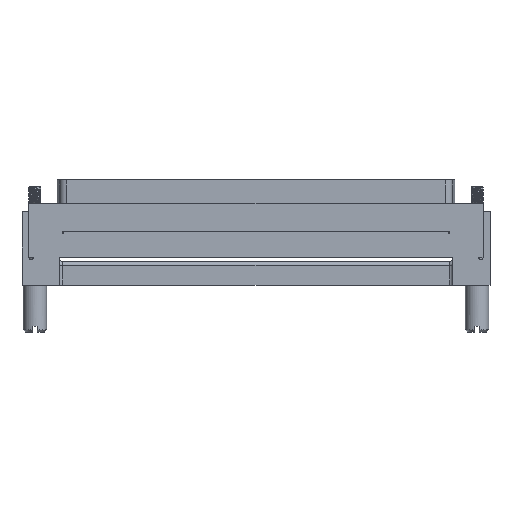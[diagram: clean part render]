
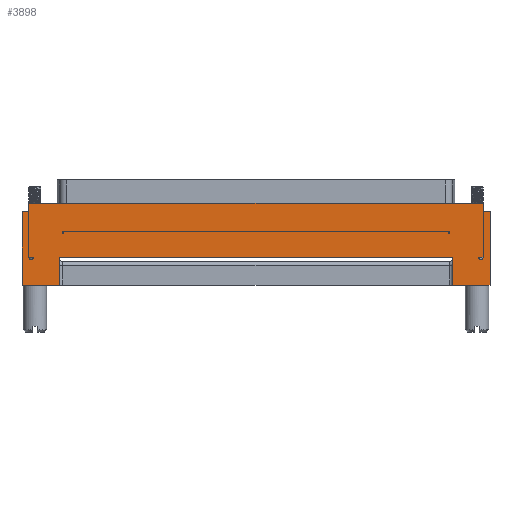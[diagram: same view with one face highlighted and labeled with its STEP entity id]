
A CAD part, front view. The second image highlights one B-rep face of the part: STEP entity #3898.
In plain terms, the highlighted planar face has unit normal (0, -1, 0).
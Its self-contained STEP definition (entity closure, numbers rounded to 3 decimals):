
#35=CARTESIAN_POINT('',(-49.98,-4.125,4.7));
#36=VERTEX_POINT('',#35);
#103=CARTESIAN_POINT('',(-49.98,-4.125,-11.));
#104=VERTEX_POINT('',#103);
#111=CARTESIAN_POINT('',(-49.98,-4.125,-11.));
#112=DIRECTION('',(0.,0.,1.));
#113=VECTOR('',#112,15.7);
#114=LINE('',#111,#113);
#115=EDGE_CURVE('',#104,#36,#114,.T.);
#134=CARTESIAN_POINT('',(-48.53,-4.125,4.7));
#135=VERTEX_POINT('',#134);
#136=CARTESIAN_POINT('',(-49.98,-4.125,4.7));
#137=DIRECTION('',(1.,0.,0.));
#138=VECTOR('',#137,1.45);
#139=LINE('',#136,#138);
#140=EDGE_CURVE('',#36,#135,#139,.T.);
#431=CARTESIAN_POINT('',(-48.53,-4.125,-5.));
#432=VERTEX_POINT('',#431);
#447=CARTESIAN_POINT('',(-48.53,-4.125,-5.));
#448=DIRECTION('',(0.,0.,1.));
#449=VECTOR('',#448,9.7);
#450=LINE('',#447,#449);
#451=EDGE_CURVE('',#432,#135,#450,.T.);
#889=CARTESIAN_POINT('',(-41.98,-4.125,-11.));
#890=VERTEX_POINT('',#889);
#891=CARTESIAN_POINT('',(-41.98,-4.125,-5.));
#892=VERTEX_POINT('',#891);
#893=CARTESIAN_POINT('',(-41.98,-4.125,-11.));
#894=DIRECTION('',(0.,0.,1.));
#895=VECTOR('',#894,6.);
#896=LINE('',#893,#895);
#897=EDGE_CURVE('',#890,#892,#896,.T.);
#999=CARTESIAN_POINT('',(-47.53,-4.125,-5.));
#1000=VERTEX_POINT('',#999);
#1001=CARTESIAN_POINT('',(-48.03,-4.125,-5.));
#1002=DIRECTION('',(1.,0.,0.));
#1003=DIRECTION('',(0.,1.,0.));
#1004=AXIS2_PLACEMENT_3D('',#1001,#1003,#1002);
#1005=CIRCLE('',#1004,0.5);
#1006=EDGE_CURVE('',#1000,#432,#1005,.T.);
#1960=CARTESIAN_POINT('',(49.98,-4.125,4.7));
#1961=VERTEX_POINT('',#1960);
#1968=CARTESIAN_POINT('',(49.98,-4.125,-11.));
#1969=VERTEX_POINT('',#1968);
#1970=CARTESIAN_POINT('',(49.98,-4.125,4.7));
#1971=DIRECTION('',(0.,0.,-1.));
#1972=VECTOR('',#1971,15.7);
#1973=LINE('',#1970,#1972);
#1974=EDGE_CURVE('',#1961,#1969,#1973,.T.);
#2407=CARTESIAN_POINT('',(41.98,-4.125,-11.));
#2408=VERTEX_POINT('',#2407);
#2415=CARTESIAN_POINT('',(41.98,-4.125,-5.));
#2416=VERTEX_POINT('',#2415);
#2417=CARTESIAN_POINT('',(41.98,-4.125,-5.));
#2418=DIRECTION('',(0.,0.,-1.));
#2419=VECTOR('',#2418,6.);
#2420=LINE('',#2417,#2419);
#2421=EDGE_CURVE('',#2416,#2408,#2420,.T.);
#2683=CARTESIAN_POINT('',(48.53,-4.125,4.7));
#2684=VERTEX_POINT('',#2683);
#2691=CARTESIAN_POINT('',(49.98,-4.125,4.7));
#2692=DIRECTION('',(-1.,0.,0.));
#2693=VECTOR('',#2692,1.45);
#2694=LINE('',#2691,#2693);
#2695=EDGE_CURVE('',#1961,#2684,#2694,.T.);
#2849=CARTESIAN_POINT('',(48.53,-4.125,-5.));
#2850=VERTEX_POINT('',#2849);
#2851=CARTESIAN_POINT('',(48.53,-4.125,4.7));
#2852=DIRECTION('',(0.,0.,-1.));
#2853=VECTOR('',#2852,9.7);
#2854=LINE('',#2851,#2853);
#2855=EDGE_CURVE('',#2684,#2850,#2854,.T.);
#2896=CARTESIAN_POINT('',(47.53,-4.125,-5.));
#2897=VERTEX_POINT('',#2896);
#2898=CARTESIAN_POINT('',(48.03,-4.125,-5.));
#2899=DIRECTION('',(1.,0.,0.));
#2900=DIRECTION('',(0.,1.,0.));
#2901=AXIS2_PLACEMENT_3D('',#2898,#2900,#2899);
#2902=CIRCLE('',#2901,0.5);
#2903=EDGE_CURVE('',#2850,#2897,#2902,.T.);
#3417=CARTESIAN_POINT('',(49.98,-4.125,-11.));
#3418=DIRECTION('',(-1.,0.,0.));
#3419=VECTOR('',#3418,8.);
#3420=LINE('',#3417,#3419);
#3421=EDGE_CURVE('',#1969,#2408,#3420,.T.);
#3428=CARTESIAN_POINT('',(-49.98,-4.125,-11.));
#3429=DIRECTION('',(1.,0.,0.));
#3430=VECTOR('',#3429,8.);
#3431=LINE('',#3428,#3430);
#3432=EDGE_CURVE('',#104,#890,#3431,.T.);
#3694=CARTESIAN_POINT('',(-48.49,-4.125,-5.));
#3695=VERTEX_POINT('',#3694);
#3738=CARTESIAN_POINT('',(-48.49,-4.125,-5.));
#3739=DIRECTION('',(1.,0.,0.));
#3740=VECTOR('',#3739,0.96);
#3741=LINE('',#3738,#3740);
#3742=EDGE_CURVE('',#3695,#1000,#3741,.T.);
#3758=CARTESIAN_POINT('',(0.,-4.125,-2.25));
#3759=DIRECTION('',(1.,0.,0.));
#3760=DIRECTION('',(0.,-1.,0.));
#3761=AXIS2_PLACEMENT_3D('',#3758,#3760,#3759);
#3762=PLANE('',#3761);
#3763=CARTESIAN_POINT('',(48.49,-4.125,-5.));
#3764=VERTEX_POINT('',#3763);
#3765=CARTESIAN_POINT('',(47.53,-4.125,-5.));
#3766=DIRECTION('',(1.,0.,0.));
#3767=VECTOR('',#3766,0.96);
#3768=LINE('',#3765,#3767);
#3769=EDGE_CURVE('',#2897,#3764,#3768,.T.);
#3770=ORIENTED_EDGE('',*,*,#3769,.T.);
#3771=CARTESIAN_POINT('',(48.49,-4.125,6.5));
#3772=VERTEX_POINT('',#3771);
#3773=CARTESIAN_POINT('',(48.49,-4.125,6.5));
#3774=DIRECTION('',(0.,0.,-1.));
#3775=VECTOR('',#3774,11.5);
#3776=LINE('',#3773,#3775);
#3777=EDGE_CURVE('',#3772,#3764,#3776,.T.);
#3778=ORIENTED_EDGE('',*,*,#3777,.F.);
#3779=CARTESIAN_POINT('',(-48.49,-4.125,6.5));
#3780=VERTEX_POINT('',#3779);
#3781=CARTESIAN_POINT('',(-48.49,-4.125,6.5));
#3782=DIRECTION('',(1.,0.,0.));
#3783=VECTOR('',#3782,96.98);
#3784=LINE('',#3781,#3783);
#3785=EDGE_CURVE('',#3780,#3772,#3784,.T.);
#3786=ORIENTED_EDGE('',*,*,#3785,.F.);
#3787=CARTESIAN_POINT('',(-48.49,-4.125,6.5));
#3788=DIRECTION('',(0.,0.,-1.));
#3789=VECTOR('',#3788,11.5);
#3790=LINE('',#3787,#3789);
#3791=EDGE_CURVE('',#3780,#3695,#3790,.T.);
#3792=ORIENTED_EDGE('',*,*,#3791,.T.);
#3793=ORIENTED_EDGE('',*,*,#3742,.T.);
#3794=ORIENTED_EDGE('',*,*,#1006,.T.);
#3795=ORIENTED_EDGE('',*,*,#451,.T.);
#3796=ORIENTED_EDGE('',*,*,#140,.F.);
#3797=ORIENTED_EDGE('',*,*,#115,.F.);
#3798=ORIENTED_EDGE('',*,*,#3432,.T.);
#3799=ORIENTED_EDGE('',*,*,#897,.T.);
#3800=CARTESIAN_POINT('',(-41.98,-4.125,-5.));
#3801=DIRECTION('',(1.,0.,0.));
#3802=VECTOR('',#3801,83.96);
#3803=LINE('',#3800,#3802);
#3804=EDGE_CURVE('',#892,#2416,#3803,.T.);
#3805=ORIENTED_EDGE('',*,*,#3804,.T.);
#3806=ORIENTED_EDGE('',*,*,#2421,.T.);
#3807=ORIENTED_EDGE('',*,*,#3421,.F.);
#3808=ORIENTED_EDGE('',*,*,#1974,.F.);
#3809=ORIENTED_EDGE('',*,*,#2695,.T.);
#3810=ORIENTED_EDGE('',*,*,#2855,.T.);
#3811=ORIENTED_EDGE('',*,*,#2903,.T.);
#3812=EDGE_LOOP('',(#3770,#3778,#3786,#3792,#3793,#3794,#3795,#3796,#3797,#3798,#3799,#3805,#3806,#3807,#3808,#3809,#3810,#3811));
#3813=FACE_OUTER_BOUND('',#3812,.T.);
#3814=CARTESIAN_POINT('',(41.28,-4.125,0.));
#3815=VERTEX_POINT('',#3814);
#3816=CARTESIAN_POINT('',(41.2,-4.125,0.));
#3817=VERTEX_POINT('',#3816);
#3818=CARTESIAN_POINT('',(41.28,-4.125,0.));
#3819=DIRECTION('',(-1.,0.,0.));
#3820=VECTOR('',#3819,0.08);
#3821=LINE('',#3818,#3820);
#3822=EDGE_CURVE('',#3815,#3817,#3821,.T.);
#3823=ORIENTED_EDGE('',*,*,#3822,.T.);
#3824=CARTESIAN_POINT('',(41.2,-4.125,0.2));
#3825=VERTEX_POINT('',#3824);
#3826=CARTESIAN_POINT('',(41.2,-4.125,0.));
#3827=DIRECTION('',(0.,0.,1.));
#3828=VECTOR('',#3827,0.2);
#3829=LINE('',#3826,#3828);
#3830=EDGE_CURVE('',#3817,#3825,#3829,.T.);
#3831=ORIENTED_EDGE('',*,*,#3830,.T.);
#3832=CARTESIAN_POINT('',(41.,-4.125,0.4));
#3833=VERTEX_POINT('',#3832);
#3834=CARTESIAN_POINT('',(41.,-4.125,0.2));
#3835=DIRECTION('',(1.,0.,0.));
#3836=DIRECTION('',(0.,-1.,0.));
#3837=AXIS2_PLACEMENT_3D('',#3834,#3836,#3835);
#3838=CIRCLE('',#3837,0.2);
#3839=EDGE_CURVE('',#3825,#3833,#3838,.T.);
#3840=ORIENTED_EDGE('',*,*,#3839,.T.);
#3841=CARTESIAN_POINT('',(-41.,-4.125,0.4));
#3842=VERTEX_POINT('',#3841);
#3843=CARTESIAN_POINT('',(41.,-4.125,0.4));
#3844=DIRECTION('',(-1.,0.,0.));
#3845=VECTOR('',#3844,82.);
#3846=LINE('',#3843,#3845);
#3847=EDGE_CURVE('',#3833,#3842,#3846,.T.);
#3848=ORIENTED_EDGE('',*,*,#3847,.T.);
#3849=CARTESIAN_POINT('',(-41.2,-4.125,0.2));
#3850=VERTEX_POINT('',#3849);
#3851=CARTESIAN_POINT('',(-41.,-4.125,0.2));
#3852=DIRECTION('',(-1.,0.,0.));
#3853=DIRECTION('',(0.,1.,0.));
#3854=AXIS2_PLACEMENT_3D('',#3851,#3853,#3852);
#3855=CIRCLE('',#3854,0.2);
#3856=EDGE_CURVE('',#3850,#3842,#3855,.T.);
#3857=ORIENTED_EDGE('',*,*,#3856,.F.);
#3858=CARTESIAN_POINT('',(-41.2,-4.125,0.));
#3859=VERTEX_POINT('',#3858);
#3860=CARTESIAN_POINT('',(-41.2,-4.125,0.));
#3861=DIRECTION('',(0.,0.,1.));
#3862=VECTOR('',#3861,0.2);
#3863=LINE('',#3860,#3862);
#3864=EDGE_CURVE('',#3859,#3850,#3863,.T.);
#3865=ORIENTED_EDGE('',*,*,#3864,.F.);
#3866=CARTESIAN_POINT('',(-41.28,-4.125,0.));
#3867=VERTEX_POINT('',#3866);
#3868=CARTESIAN_POINT('',(-41.28,-4.125,0.));
#3869=DIRECTION('',(1.,0.,0.));
#3870=VECTOR('',#3869,0.08);
#3871=LINE('',#3868,#3870);
#3872=EDGE_CURVE('',#3867,#3859,#3871,.T.);
#3873=ORIENTED_EDGE('',*,*,#3872,.F.);
#3874=CARTESIAN_POINT('',(-41.28,-4.125,0.5));
#3875=VERTEX_POINT('',#3874);
#3876=CARTESIAN_POINT('',(-41.28,-4.125,0.5));
#3877=DIRECTION('',(0.,0.,-1.));
#3878=VECTOR('',#3877,0.5);
#3879=LINE('',#3876,#3878);
#3880=EDGE_CURVE('',#3875,#3867,#3879,.T.);
#3881=ORIENTED_EDGE('',*,*,#3880,.F.);
#3882=CARTESIAN_POINT('',(41.28,-4.125,0.5));
#3883=VERTEX_POINT('',#3882);
#3884=CARTESIAN_POINT('',(41.28,-4.125,0.5));
#3885=DIRECTION('',(-1.,0.,0.));
#3886=VECTOR('',#3885,82.56);
#3887=LINE('',#3884,#3886);
#3888=EDGE_CURVE('',#3883,#3875,#3887,.T.);
#3889=ORIENTED_EDGE('',*,*,#3888,.F.);
#3890=CARTESIAN_POINT('',(41.28,-4.125,0.5));
#3891=DIRECTION('',(0.,0.,-1.));
#3892=VECTOR('',#3891,0.5);
#3893=LINE('',#3890,#3892);
#3894=EDGE_CURVE('',#3883,#3815,#3893,.T.);
#3895=ORIENTED_EDGE('',*,*,#3894,.T.);
#3896=EDGE_LOOP('',(#3823,#3831,#3840,#3848,#3857,#3865,#3873,#3881,#3889,#3895));
#3897=FACE_BOUND('',#3896,.T.);
#3898=ADVANCED_FACE('',(#3813,#3897),#3762,.T.);
